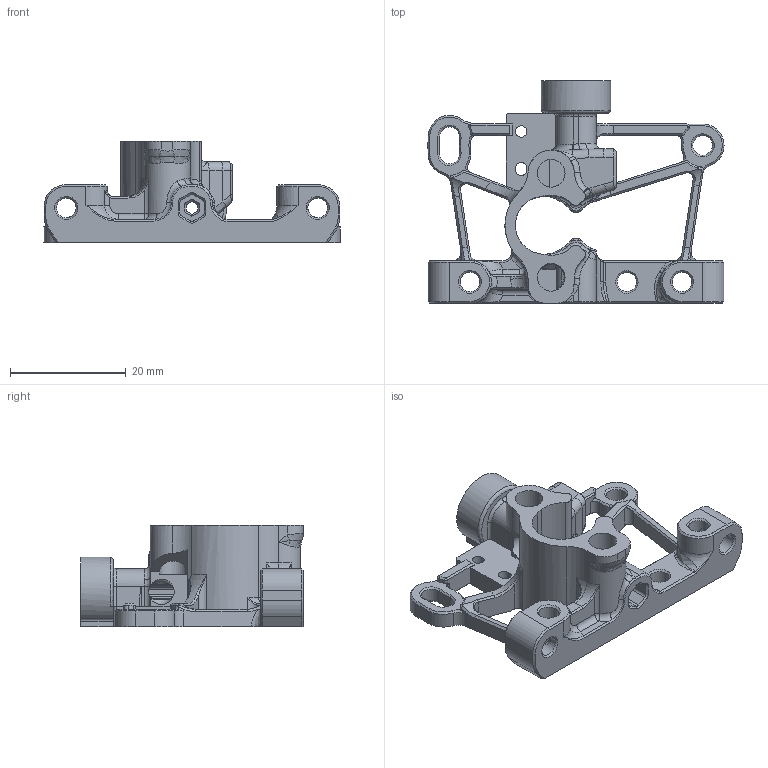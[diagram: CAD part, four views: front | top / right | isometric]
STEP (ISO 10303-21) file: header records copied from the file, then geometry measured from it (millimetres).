
FILE_DESCRIPTION(/* description */ (''),/* implementation_level */ '2;1');
FILE_NAME(/* name */ 'housing_core_std^housing_sherpa_mini_a3_r17_FDM_with_filament_sensor_and_ecas.step',/* time_stamp */ '2025-09-13T22:19:37-05:00',/* author */ (''),/* organization */ (''),/* preprocessor_version */ 'ST-DEVELOPER v20.1',/* originating_system */ 'Autodesk Translation Framework v14.10.0.0',/* authorisation */ '');
FILE_SCHEMA (('AUTOMOTIVE_DESIGN { 1 0 10303 214 3 1 1 }'));
Length unit declared in the file: millimetre
Products named in the file (1): housing_core_std^housing_sherpa_mini_a3_r17_FDM
Bounding box: 51.24 x 38.55 x 17.5 mm (x, y, z)
Volume: 6298.5 mm3; surface area: 6465.4 mm2
Topology: 1 solids, 2 shells, 1011 faces, 2531 edges, 1471 vertices
Faces by surface type: bspline 310, cylinder 289, plane 214, cone 98, torus 96, sphere 4
Full cylindrical faces by diameter (mm): 2 x1, 3.3 x1, 3.4 x7, 4.4 x1, 4.8 x3
Entity records: 48690 total; most frequent: CARTESIAN_POINT 26554, ORIENTED_EDGE 4974, DIRECTION 4202, EDGE_CURVE 2487, AXIS2_PLACEMENT_3D 1650, VERTEX_POINT 1471, EDGE_LOOP 1042, FACE_OUTER_BOUND 1011
